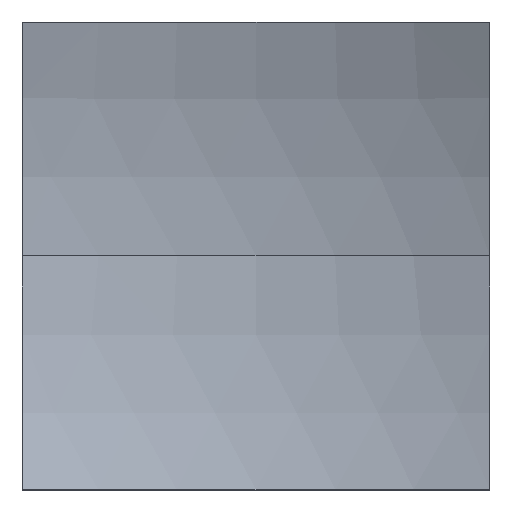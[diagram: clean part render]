
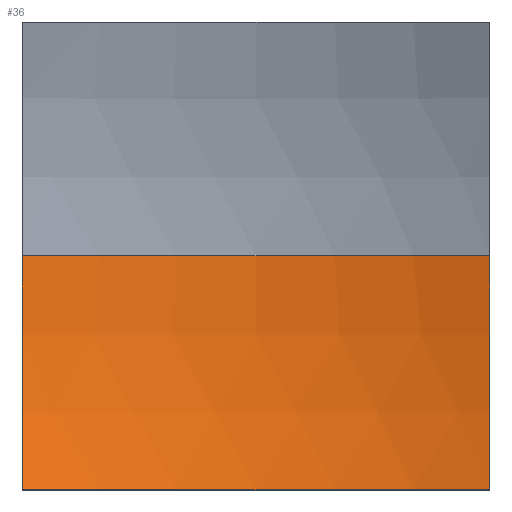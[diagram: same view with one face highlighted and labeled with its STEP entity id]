
A CAD part, top view. The second image highlights one B-rep face of the part: STEP entity #36.
In plain terms, the highlighted spherical face has radius 40 mm.
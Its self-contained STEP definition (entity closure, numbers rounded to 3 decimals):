
#6 = EDGE_LOOP ( 'NONE', ( #153, #200, #25, #47, #182 ) ) ;
#7 = DIRECTION ( 'NONE',  ( 0., 1., 0. ) ) ;
#15 = AXIS2_PLACEMENT_3D ( 'NONE', #89, #35, #106 ) ;
#18 = AXIS2_PLACEMENT_3D ( 'NONE', #183, #7, #84 ) ;
#22 = CIRCLE ( 'NONE', #63, 37.997 ) ;
#25 = ORIENTED_EDGE ( 'NONE', *, *, #154, .F. ) ;
#26 = EDGE_CURVE ( 'NONE', #132, #46, #234, .T. ) ;
#35 = DIRECTION ( 'NONE',  ( 0., -1., 0. ) ) ;
#36 = ADVANCED_FACE ( 'NONE', ( #220 ), #203, .F. ) ;
#37 = EDGE_CURVE ( 'NONE', #132, #81, #22, .T. ) ;
#42 = EDGE_CURVE ( 'NONE', #140, #184, #238, .T. ) ;
#46 = VERTEX_POINT ( 'NONE', #85 ) ;
#47 = ORIENTED_EDGE ( 'NONE', *, *, #37, .F. ) ;
#48 = CARTESIAN_POINT ( 'NONE',  ( 12.5, 0., 46. ) ) ;
#50 = DIRECTION ( 'NONE',  ( 0., 0., 1. ) ) ;
#63 = AXIS2_PLACEMENT_3D ( 'NONE', #124, #121, #50 ) ;
#67 = DIRECTION ( 'NONE',  ( 1., 0., 0. ) ) ;
#74 = CARTESIAN_POINT ( 'NONE',  ( 12.5, -12.5, 10.118 ) ) ;
#81 = VERTEX_POINT ( 'NONE', #228 ) ;
#84 = DIRECTION ( 'NONE',  ( 1., 0., 0. ) ) ;
#85 = CARTESIAN_POINT ( 'NONE',  ( 12.5, 0., 8.003 ) ) ;
#89 = CARTESIAN_POINT ( 'NONE',  ( 0., 0., 46. ) ) ;
#106 = DIRECTION ( 'NONE',  ( 0., 0., -1. ) ) ;
#107 = DIRECTION ( 'NONE',  ( 1., 0., 0. ) ) ;
#121 = DIRECTION ( 'NONE',  ( 0., 1., 0. ) ) ;
#124 = CARTESIAN_POINT ( 'NONE',  ( 0., -12.5, 46. ) ) ;
#125 = AXIS2_PLACEMENT_3D ( 'NONE', #247, #107, #169 ) ;
#132 = VERTEX_POINT ( 'NONE', #74 ) ;
#133 = EDGE_CURVE ( 'NONE', #140, #46, #161, .T. ) ;
#140 = VERTEX_POINT ( 'NONE', #245 ) ;
#153 = ORIENTED_EDGE ( 'NONE', *, *, #133, .F. ) ;
#154 = EDGE_CURVE ( 'NONE', #81, #184, #213, .T. ) ;
#161 = CIRCLE ( 'NONE', #15, 40. ) ;
#165 = DIRECTION ( 'NONE',  ( 0., 1., 0. ) ) ;
#169 = DIRECTION ( 'NONE',  ( 0., 1., 0. ) ) ;
#170 = CARTESIAN_POINT ( 'NONE',  ( -12.5, 0., 8.003 ) ) ;
#182 = ORIENTED_EDGE ( 'NONE', *, *, #26, .T. ) ;
#183 = CARTESIAN_POINT ( 'NONE',  ( 0., 0., 46. ) ) ;
#184 = VERTEX_POINT ( 'NONE', #170 ) ;
#198 = CARTESIAN_POINT ( 'NONE',  ( 0., 0., 46. ) ) ;
#200 = ORIENTED_EDGE ( 'NONE', *, *, #42, .T. ) ;
#203 = SPHERICAL_SURFACE ( 'NONE', #18, 40. ) ;
#207 = AXIS2_PLACEMENT_3D ( 'NONE', #198, #165, #243 ) ;
#213 = CIRCLE ( 'NONE', #125, 37.997 ) ;
#220 = FACE_OUTER_BOUND ( 'NONE', #6, .T. ) ;
#224 = AXIS2_PLACEMENT_3D ( 'NONE', #48, #67, #227 ) ;
#227 = DIRECTION ( 'NONE',  ( 0., 1., 0. ) ) ;
#228 = CARTESIAN_POINT ( 'NONE',  ( -12.5, -12.5, 10.118 ) ) ;
#234 = CIRCLE ( 'NONE', #224, 37.997 ) ;
#238 = CIRCLE ( 'NONE', #207, 40. ) ;
#243 = DIRECTION ( 'NONE',  ( -1., 0., 0. ) ) ;
#245 = CARTESIAN_POINT ( 'NONE',  ( 0., 0., 6. ) ) ;
#247 = CARTESIAN_POINT ( 'NONE',  ( -12.5, 0., 46. ) ) ;
